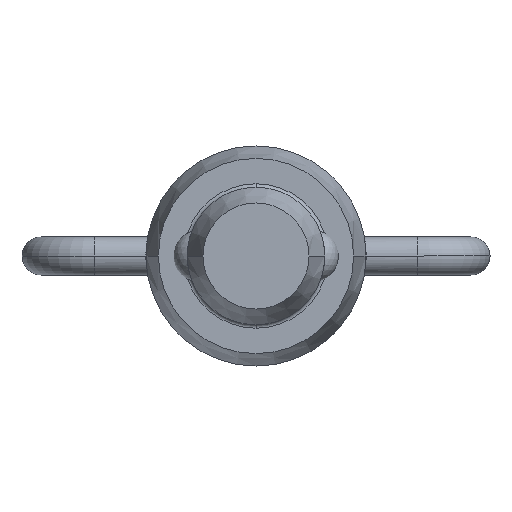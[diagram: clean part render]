
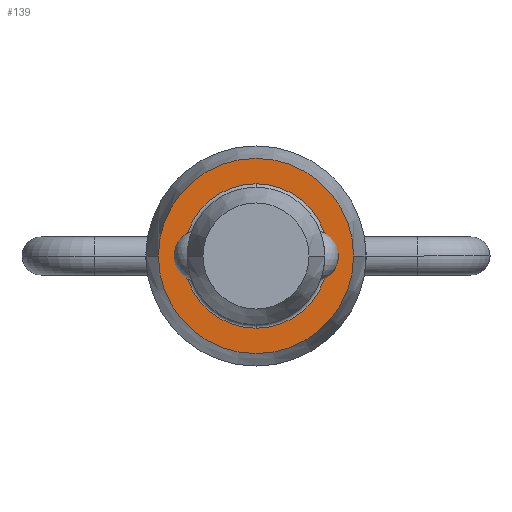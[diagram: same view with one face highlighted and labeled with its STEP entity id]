
A CAD part, front view. The second image highlights one B-rep face of the part: STEP entity #139.
In plain terms, the highlighted planar face has unit normal (0, -1, 0).
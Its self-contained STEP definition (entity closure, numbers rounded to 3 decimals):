
#139=ADVANCED_FACE('',(#277,#278),#279,.T.);
#277=FACE_OUTER_BOUND('',#410,.T.);
#278=FACE_BOUND('',#411,.T.);
#279=PLANE('',#412);
#410=EDGE_LOOP('',(#758,#759));
#411=EDGE_LOOP('',(#760,#761,#762));
#412=AXIS2_PLACEMENT_3D('',#763,#764,#765);
#758=ORIENTED_EDGE('',*,*,#887,.T.);
#759=ORIENTED_EDGE('',*,*,#880,.T.);
#760=ORIENTED_EDGE('',*,*,#917,.T.);
#761=ORIENTED_EDGE('',*,*,#813,.T.);
#762=ORIENTED_EDGE('',*,*,#918,.T.);
#763=CARTESIAN_POINT('',(-5.259,0.,0.0));
#764=DIRECTION('',(0.,-1.0,0.0));
#765=DIRECTION('',(1.0,0.,0.0));
#813=EDGE_CURVE('',#970,#973,#975,.T.);
#880=EDGE_CURVE('',#1080,#1078,#1081,.T.);
#887=EDGE_CURVE('',#1078,#1080,#1088,.T.);
#917=EDGE_CURVE('',#1121,#970,#1122,.T.);
#918=EDGE_CURVE('',#973,#1121,#1123,.T.);
#970=VERTEX_POINT('',#1230);
#973=VERTEX_POINT('',#1233);
#975=CIRCLE('',#1235,4.169);
#1078=VERTEX_POINT('',#1441);
#1080=VERTEX_POINT('',#1444);
#1081=CIRCLE('',#1445,5.632);
#1088=CIRCLE('',#1455,5.632);
#1121=VERTEX_POINT('',#1526);
#1122=CIRCLE('',#1527,4.169);
#1123=CIRCLE('',#1528,4.169);
#1230=CARTESIAN_POINT('',(0.,0.,4.169));
#1233=CARTESIAN_POINT('',(0.,0.,-4.169));
#1235=AXIS2_PLACEMENT_3D('',#1584,#1585,#1586);
#1441=CARTESIAN_POINT('',(-5.632,0.0,0.0));
#1444=CARTESIAN_POINT('',(5.632,0.,0.));
#1445=AXIS2_PLACEMENT_3D('',#1688,#1689,#1690);
#1455=AXIS2_PLACEMENT_3D('',#1697,#1698,#1699);
#1526=CARTESIAN_POINT('',(-4.169,0.0,0.0));
#1527=AXIS2_PLACEMENT_3D('',#1740,#1741,#1742);
#1528=AXIS2_PLACEMENT_3D('',#1743,#1744,#1745);
#1584=CARTESIAN_POINT('',(0.,0.0,0.0));
#1585=DIRECTION('',(0.,1.0,0.0));
#1586=DIRECTION('',(-1.0,0.,0.0));
#1688=CARTESIAN_POINT('',(0.,0.,0.));
#1689=DIRECTION('',(0.,-1.0,0.0));
#1690=DIRECTION('',(-1.0,0.,0.0));
#1697=CARTESIAN_POINT('',(0.,0.,0.));
#1698=DIRECTION('',(0.,-1.0,0.0));
#1699=DIRECTION('',(-1.0,0.,0.0));
#1740=CARTESIAN_POINT('',(0.,0.0,0.0));
#1741=DIRECTION('',(0.,1.0,0.0));
#1742=DIRECTION('',(-1.0,0.,0.0));
#1743=CARTESIAN_POINT('',(0.,0.0,0.0));
#1744=DIRECTION('',(0.,1.0,0.0));
#1745=DIRECTION('',(-1.0,0.,0.0));
